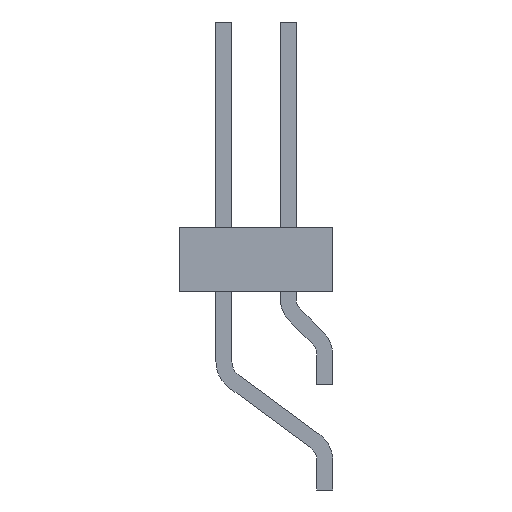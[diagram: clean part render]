
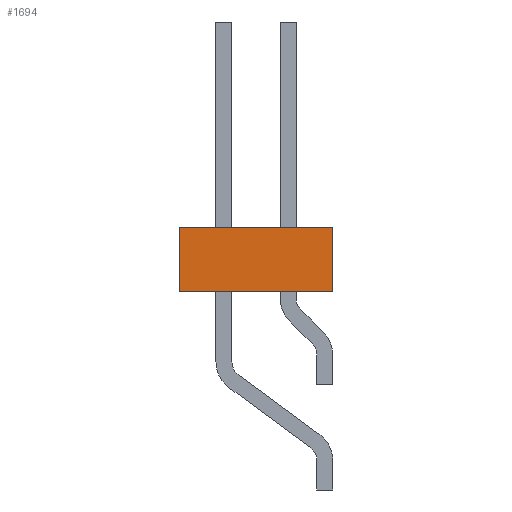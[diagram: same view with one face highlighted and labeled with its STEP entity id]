
A CAD part, left-side view. The second image highlights one B-rep face of the part: STEP entity #1694.
In plain terms, the highlighted planar face has unit normal (-1, 0, 0).
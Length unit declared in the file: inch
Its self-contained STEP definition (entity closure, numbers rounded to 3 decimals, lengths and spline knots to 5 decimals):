
#1694 = ADVANCED_FACE( '', ( #3757 ), #3758, .F. );
#3757 = FACE_OUTER_BOUND( '', #6159, .T. );
#3758 = PLANE( '', #6160 );
#6159 = EDGE_LOOP( '', ( #11408, #11409, #11410, #11411 ) );
#6160 = AXIS2_PLACEMENT_3D( '', #11412, #11413, #11414 );
#11408 = ORIENTED_EDGE( '', *, *, #16866, .T. );
#11409 = ORIENTED_EDGE( '', *, *, #16867, .F. );
#11410 = ORIENTED_EDGE( '', *, *, #16868, .F. );
#11411 = ORIENTED_EDGE( '', *, *, #15892, .T. );
#11412 = CARTESIAN_POINT( '', ( -0.4, 0.12, 0.05 ) );
#11413 = DIRECTION( '', ( 1., 0., 0. ) );
#11414 = DIRECTION( '', ( 0., 0., -1. ) );
#15892 = EDGE_CURVE( '', #19733, #19731, #19734, .T. );
#16866 = EDGE_CURVE( '', #19731, #21152, #21153, .T. );
#16867 = EDGE_CURVE( '', #21154, #21152, #21155, .T. );
#16868 = EDGE_CURVE( '', #19733, #21154, #21156, .T. );
#19731 = VERTEX_POINT( '', #25062 );
#19733 = VERTEX_POINT( '', #25065 );
#19734 = LINE( '', #25066, #25067 );
#21152 = VERTEX_POINT( '', #27177 );
#21153 = LINE( '', #27178, #27179 );
#21154 = VERTEX_POINT( '', #27180 );
#21155 = LINE( '', #27181, #27182 );
#21156 = LINE( '', #27183, #27184 );
#25062 = CARTESIAN_POINT( '', ( -0.4, 0.12, -0.05 ) );
#25065 = CARTESIAN_POINT( '', ( -0.4, 0.12, 0.05 ) );
#25066 = CARTESIAN_POINT( '', ( -0.4, 0.12, 0.05 ) );
#25067 = VECTOR( '', #29616, 39.37008 );
#27177 = CARTESIAN_POINT( '', ( -0.4, -0.12, -0.05 ) );
#27178 = CARTESIAN_POINT( '', ( -0.4, 0.12, -0.05 ) );
#27179 = VECTOR( '', #30492, 39.37008 );
#27180 = CARTESIAN_POINT( '', ( -0.4, -0.12, 0.05 ) );
#27181 = CARTESIAN_POINT( '', ( -0.4, -0.12, 0.05 ) );
#27182 = VECTOR( '', #30493, 39.37008 );
#27183 = CARTESIAN_POINT( '', ( -0.4, 0.12, 0.05 ) );
#27184 = VECTOR( '', #30494, 39.37008 );
#29616 = DIRECTION( '', ( 0., 0., -1. ) );
#30492 = DIRECTION( '', ( 0., -1., 0. ) );
#30493 = DIRECTION( '', ( 0., 0., -1. ) );
#30494 = DIRECTION( '', ( 0., -1., 0. ) );
